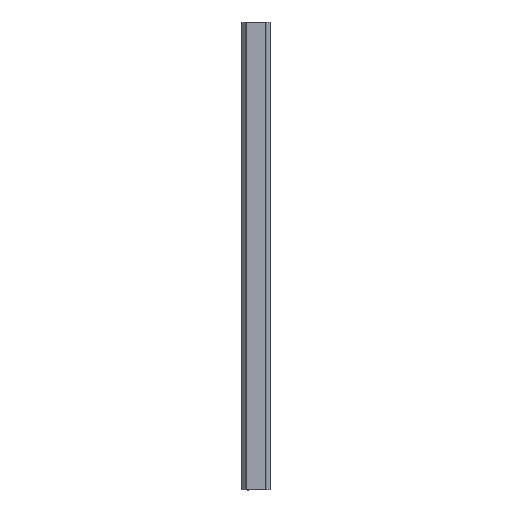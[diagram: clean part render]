
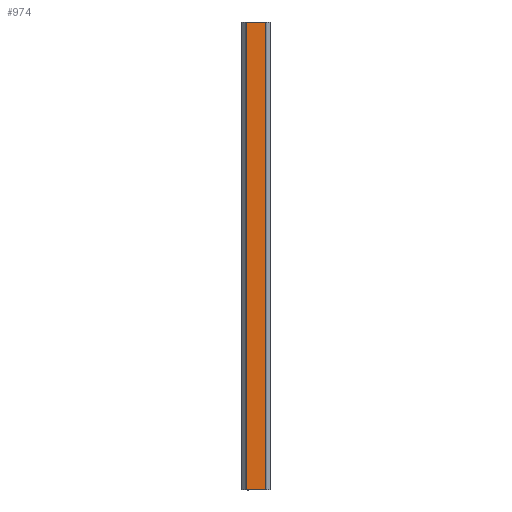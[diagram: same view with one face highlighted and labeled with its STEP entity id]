
A CAD part, front view. The second image highlights one B-rep face of the part: STEP entity #974.
In plain terms, the highlighted planar face has unit normal (0, -1, 0).
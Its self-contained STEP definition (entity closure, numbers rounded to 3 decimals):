
#15=PLANE('',#1048);
#44=FACE_OUTER_BOUND('',#96,.T.);
#96=EDGE_LOOP('',(#653,#654,#655,#656));
#149=LINE('',#1462,#251);
#150=LINE('',#1464,#252);
#151=LINE('',#1466,#253);
#152=LINE('',#1467,#254);
#251=VECTOR('',#1157,100.);
#252=VECTOR('',#1158,4.1);
#253=VECTOR('',#1159,100.);
#254=VECTOR('',#1160,4.1);
#403=VERTEX_POINT('',#1460);
#404=VERTEX_POINT('',#1461);
#405=VERTEX_POINT('',#1463);
#406=VERTEX_POINT('',#1465);
#503=EDGE_CURVE('',#403,#404,#149,.T.);
#504=EDGE_CURVE('',#405,#403,#150,.T.);
#505=EDGE_CURVE('',#406,#405,#151,.T.);
#506=EDGE_CURVE('',#404,#406,#152,.T.);
#653=ORIENTED_EDGE('',*,*,#503,.F.);
#654=ORIENTED_EDGE('',*,*,#504,.F.);
#655=ORIENTED_EDGE('',*,*,#505,.F.);
#656=ORIENTED_EDGE('',*,*,#506,.F.);
#974=ADVANCED_FACE('',(#44),#15,.F.);
#1048=AXIS2_PLACEMENT_3D('',#1459,#1155,#1156);
#1155=DIRECTION('center_axis',(0.,1.,0.));
#1156=DIRECTION('ref_axis',(1.,0.,0.));
#1157=DIRECTION('',(0.,0.,-1.));
#1158=DIRECTION('',(1.,0.,0.));
#1159=DIRECTION('',(0.,0.,1.));
#1160=DIRECTION('',(-1.,0.,0.));
#1459=CARTESIAN_POINT('Origin',(2.25,0.,100.));
#1460=CARTESIAN_POINT('',(2.05,0.,100.));
#1461=CARTESIAN_POINT('',(2.05,0.,0.));
#1462=CARTESIAN_POINT('',(2.05,0.,100.));
#1463=CARTESIAN_POINT('',(-2.05,0.,100.));
#1464=CARTESIAN_POINT('',(2.25,0.,100.));
#1465=CARTESIAN_POINT('',(-2.05,0.,0.));
#1466=CARTESIAN_POINT('',(-2.05,0.,100.));
#1467=CARTESIAN_POINT('',(2.25,0.,0.));
